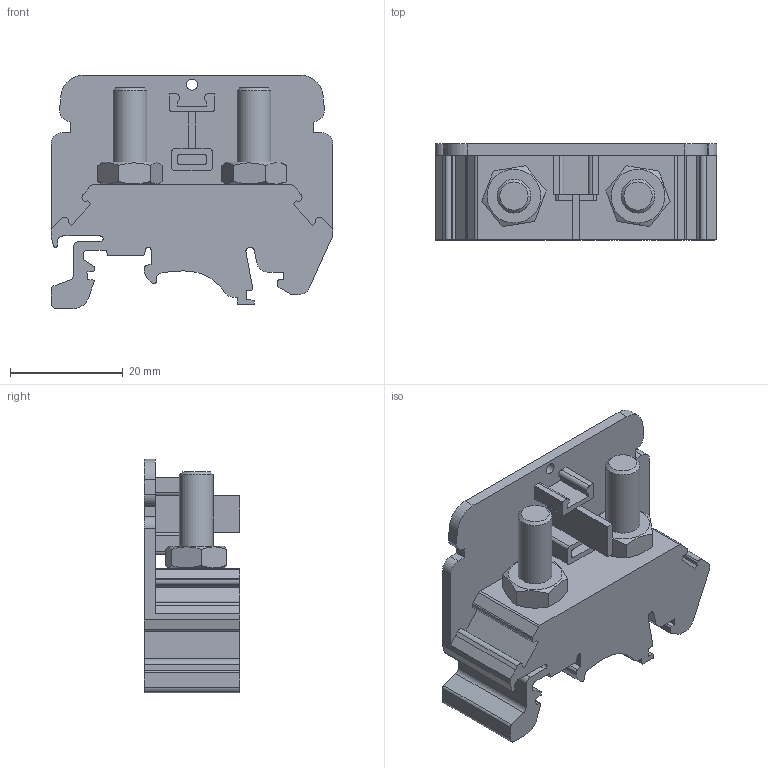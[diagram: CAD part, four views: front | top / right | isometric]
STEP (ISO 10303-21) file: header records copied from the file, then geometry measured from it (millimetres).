
FILE_DESCRIPTION(/* description */ ('Unknown'),/* implementation_level */ '2;1');
FILE_NAME(/* name */ 'KBTM6_GY_3D',/* time_stamp */ '2019-09-30T13:20:10+06:00',/* author */ ('Unknown'),/* organization */ ('Unknown'),/* preprocessor_version */ 'ST-DEVELOPER v16.7',/* originating_system */ 'DEX',/* authorisation */ $);
FILE_SCHEMA (('AUTOMOTIVE_DESIGN {1 0 10303 214 3 1 1}'));
Length unit declared in the file: millimetre
Products named in the file (1): KBTM6
Bounding box: 50 x 17 x 41.4 mm (x, y, z)
Volume: 15747.7 mm3; surface area: 8431.2 mm2
Topology: 1 solids, 1 shells, 184 faces, 527 edges, 351 vertices
Faces by surface type: plane 123, cylinder 55, cone 6
Full cylindrical faces by diameter (mm): 1.976 x1, 6 x2
Entity records: 7255 total; most frequent: CARTESIAN_POINT 1136, ORIENTED_EDGE 1022, DIRECTION 973, EDGE_CURVE 511, LINE 371, VECTOR 371, VERTEX_POINT 344, AXIS2_PLACEMENT_3D 301
